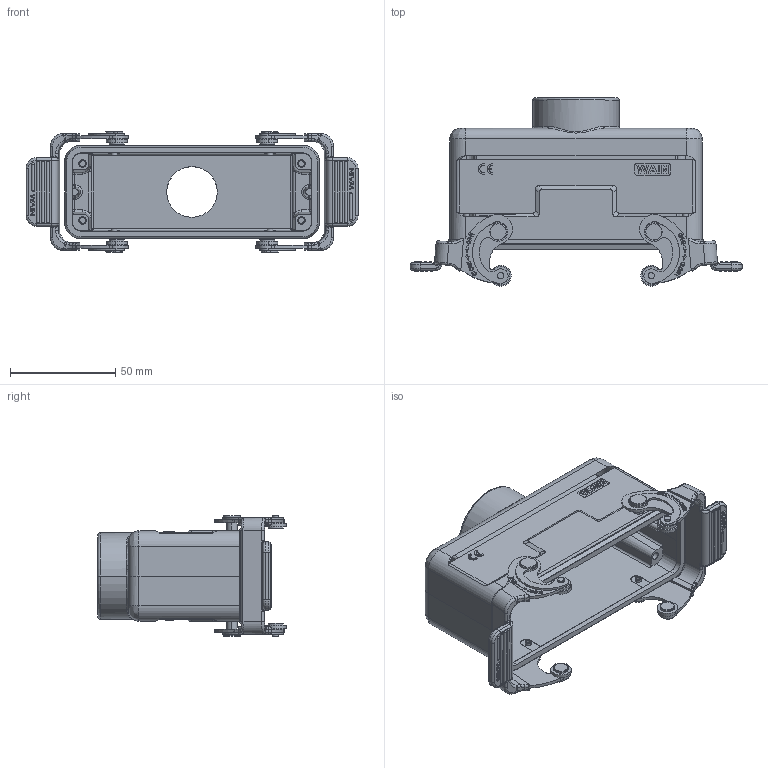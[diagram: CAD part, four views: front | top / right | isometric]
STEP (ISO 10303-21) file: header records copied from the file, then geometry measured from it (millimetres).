
FILE_DESCRIPTION(/* description */ (''),/* implementation_level */ '2;1');
FILE_NAME(/* name */ 'PG21.1.stp',/* time_stamp */ '2022-09-09T11:40:11+08:00',/* author */ (''),/* organization */ (''),/* preprocessor_version */ 'ST-DEVELOPER v18.1',/* originating_system */ 'SIEMENS PLM Software NX 1980',/* authorisation */ '');
FILE_SCHEMA (('AP203_CONFIGURATION_CONTROLLED_3D_DESIGN_OF_MECHANICAL_PARTS_AND_ASSEMBLIES_MIM_LF { 1 0 10303 403 2 1 2}'));
Products named in the file (1): PG21.1
Bounding box: 157.8 x 89.4 x 57.5 mm (x, y, z)
Volume: 97836.4 mm3; surface area: 60463 mm2
Topology: 1 solids, 2 shells, 1600 faces, 4285 edges, 2806 vertices
Faces by surface type: plane 799, cylinder 472, torus 98, extrusion 80, cone 55, sphere 48, bspline 46, revolution 2
Full cylindrical faces by diameter (mm): 24 x1, 26.9 x1
Entity records: 61691 total; most frequent: CARTESIAN_POINT 15574, ORIENTED_EDGE 8458, DIRECTION 7446, EDGE_CURVE 4229, VERTEX_POINT 2803, AXIS2_PLACEMENT_3D 2585, VECTOR 2274, LINE 2194
